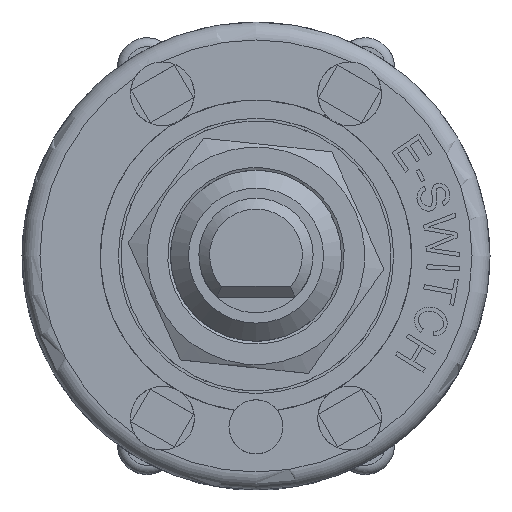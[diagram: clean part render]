
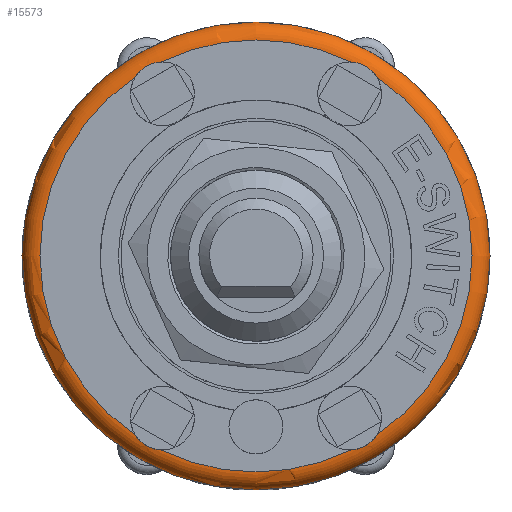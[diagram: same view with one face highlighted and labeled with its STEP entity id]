
A CAD part, top view. The second image highlights one B-rep face of the part: STEP entity #15573.
In plain terms, the highlighted toroidal (fillet/blend) face has major radius 12 mm and minor radius 1 mm.
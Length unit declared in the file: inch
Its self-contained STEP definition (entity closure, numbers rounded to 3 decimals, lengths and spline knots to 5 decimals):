
#26=TOROIDAL_SURFACE('',#16484,0.47244,0.03937);
#1209=B_SPLINE_CURVE_WITH_KNOTS('',3,(#26775,#26776,#26777,#26778,#26779,
#26780,#26781,#26782,#26783,#26784,#26785,#26786),.UNSPECIFIED.,.F.,.F.,
(4,2,2,2,2,4),(-0.26924,-0.24463,-0.21597,
-0.19207,-0.16451,-0.13568),.UNSPECIFIED.);
#1210=B_SPLINE_CURVE_WITH_KNOTS('',3,(#26798,#26799,#26800,#26801,#26802,
#26803,#26804,#26805,#26806,#26807,#26808,#26809),.UNSPECIFIED.,.F.,.F.,
(4,2,2,2,2,4),(-0.26924,-0.24463,-0.21597,
-0.19207,-0.16451,-0.13568),.UNSPECIFIED.);
#1211=B_SPLINE_CURVE_WITH_KNOTS('',3,(#26826,#26827,#26828,#26829,#26830,
#26831,#26832,#26833,#26834,#26835,#26836,#26837),.UNSPECIFIED.,.F.,.F.,
(4,2,2,2,2,4),(-0.26924,-0.24463,-0.21597,
-0.19207,-0.16451,-0.13568),.UNSPECIFIED.);
#1212=B_SPLINE_CURVE_WITH_KNOTS('',3,(#26859,#26860,#26861,#26862,#26863,
#26864,#26865,#26866,#26867,#26868,#26869,#26870),.UNSPECIFIED.,.F.,.F.,
(4,2,2,2,2,4),(-0.26924,-0.24463,-0.21597,
-0.19207,-0.16451,-0.13568),.UNSPECIFIED.);
#2001=FACE_OUTER_BOUND('',#2921,.T.);
#2921=EDGE_LOOP('',(#14400,#14401,#14402,#14403,#14404,#14405,#14406,#14407,
#14408,#14409,#14410,#14411));
#6434=CIRCLE('',#16437,0.51181);
#6461=CIRCLE('',#16485,0.03937);
#6462=CIRCLE('',#16486,0.47244);
#6463=CIRCLE('',#16487,0.47244);
#6464=CIRCLE('',#16488,0.47244);
#6465=CIRCLE('',#16489,0.47244);
#6466=CIRCLE('',#16490,0.47244);
#7896=VERTEX_POINT('',#26737);
#7904=VERTEX_POINT('',#26773);
#7905=VERTEX_POINT('',#26774);
#7908=VERTEX_POINT('',#26796);
#7909=VERTEX_POINT('',#26797);
#7914=VERTEX_POINT('',#26824);
#7915=VERTEX_POINT('',#26825);
#7922=VERTEX_POINT('',#26857);
#7923=VERTEX_POINT('',#26858);
#7926=VERTEX_POINT('',#26880);
#10090=EDGE_CURVE('',#7896,#7896,#6434,.T.);
#10108=EDGE_CURVE('',#7904,#7905,#1209,.T.);
#10114=EDGE_CURVE('',#7908,#7909,#1210,.T.);
#10122=EDGE_CURVE('',#7914,#7915,#1211,.T.);
#10132=EDGE_CURVE('',#7922,#7923,#1212,.T.);
#10138=EDGE_CURVE('',#7896,#7926,#6461,.T.);
#10139=EDGE_CURVE('',#7926,#7914,#6462,.T.);
#10140=EDGE_CURVE('',#7915,#7908,#6463,.T.);
#10141=EDGE_CURVE('',#7909,#7904,#6464,.T.);
#10142=EDGE_CURVE('',#7905,#7922,#6465,.T.);
#10143=EDGE_CURVE('',#7923,#7926,#6466,.T.);
#14400=ORIENTED_EDGE('',*,*,#10090,.T.);
#14401=ORIENTED_EDGE('',*,*,#10138,.T.);
#14402=ORIENTED_EDGE('',*,*,#10139,.T.);
#14403=ORIENTED_EDGE('',*,*,#10122,.T.);
#14404=ORIENTED_EDGE('',*,*,#10140,.T.);
#14405=ORIENTED_EDGE('',*,*,#10114,.T.);
#14406=ORIENTED_EDGE('',*,*,#10141,.T.);
#14407=ORIENTED_EDGE('',*,*,#10108,.T.);
#14408=ORIENTED_EDGE('',*,*,#10142,.T.);
#14409=ORIENTED_EDGE('',*,*,#10132,.T.);
#14410=ORIENTED_EDGE('',*,*,#10143,.T.);
#14411=ORIENTED_EDGE('',*,*,#10138,.F.);
#15573=ADVANCED_FACE('',(#2001),#26,.T.);
#16437=AXIS2_PLACEMENT_3D('',#26738,#19729,#19730);
#16484=AXIS2_PLACEMENT_3D('',#26879,#19840,#19841);
#16485=AXIS2_PLACEMENT_3D('',#26881,#19842,#19843);
#16486=AXIS2_PLACEMENT_3D('',#26882,#19844,#19845);
#16487=AXIS2_PLACEMENT_3D('',#26883,#19846,#19847);
#16488=AXIS2_PLACEMENT_3D('',#26884,#19848,#19849);
#16489=AXIS2_PLACEMENT_3D('',#26885,#19850,#19851);
#16490=AXIS2_PLACEMENT_3D('',#26886,#19852,#19853);
#19729=DIRECTION('center_axis',(0.,0.,1.));
#19730=DIRECTION('ref_axis',(-1.,0.,0.));
#19840=DIRECTION('center_axis',(0.,0.,-1.));
#19841=DIRECTION('ref_axis',(-1.,0.,0.));
#19842=DIRECTION('center_axis',(0.,-1.,0.));
#19843=DIRECTION('ref_axis',(1.,0.,0.));
#19844=DIRECTION('center_axis',(0.,0.,-1.));
#19845=DIRECTION('ref_axis',(-1.,0.,0.));
#19846=DIRECTION('center_axis',(0.,0.,-1.));
#19847=DIRECTION('ref_axis',(-1.,0.,0.));
#19848=DIRECTION('center_axis',(0.,0.,-1.));
#19849=DIRECTION('ref_axis',(-1.,0.,0.));
#19850=DIRECTION('center_axis',(0.,0.,-1.));
#19851=DIRECTION('ref_axis',(-1.,0.,0.));
#19852=DIRECTION('center_axis',(0.,0.,-1.));
#19853=DIRECTION('ref_axis',(-1.,0.,0.));
#26737=CARTESIAN_POINT('',(0.51181,0.,0.37402));
#26738=CARTESIAN_POINT('Origin',(0.,0.,0.37402));
#26773=CARTESIAN_POINT('',(-0.26379,0.39194,0.41339));
#26774=CARTESIAN_POINT('',(-0.20753,0.42442,0.41339));
#26775=CARTESIAN_POINT('Ctrl Pts',(-0.26379,0.39194,
0.41339));
#26776=CARTESIAN_POINT('Ctrl Pts',(-0.26165,0.39532,
0.41339));
#26777=CARTESIAN_POINT('Ctrl Pts',(-0.25918,0.39859,
0.41329));
#26778=CARTESIAN_POINT('Ctrl Pts',(-0.25306,0.40529,
0.41304));
#26779=CARTESIAN_POINT('Ctrl Pts',(-0.2494,0.40855,
0.4129));
#26780=CARTESIAN_POINT('Ctrl Pts',(-0.24211,0.41377,
0.41277));
#26781=CARTESIAN_POINT('Ctrl Pts',(-0.2386,0.41585,
0.41276));
#26782=CARTESIAN_POINT('Ctrl Pts',(-0.23069,0.41964,
0.41286));
#26783=CARTESIAN_POINT('Ctrl Pts',(-0.22626,0.42124,
0.41299));
#26784=CARTESIAN_POINT('Ctrl Pts',(-0.21694,0.42357,
0.41325));
#26785=CARTESIAN_POINT('Ctrl Pts',(-0.21219,0.42423,
0.41339));
#26786=CARTESIAN_POINT('Ctrl Pts',(-0.20753,0.42442,
0.41339));
#26796=CARTESIAN_POINT('',(-0.20753,-0.42442,0.41339));
#26797=CARTESIAN_POINT('',(-0.26379,-0.39194,0.41339));
#26798=CARTESIAN_POINT('Ctrl Pts',(-0.20753,-0.42442,
0.41339));
#26799=CARTESIAN_POINT('Ctrl Pts',(-0.21153,-0.42426,
0.41339));
#26800=CARTESIAN_POINT('Ctrl Pts',(-0.2156,-0.42375,
0.41329));
#26801=CARTESIAN_POINT('Ctrl Pts',(-0.22446,-0.42181,
0.41304));
#26802=CARTESIAN_POINT('Ctrl Pts',(-0.22911,-0.42026,
0.4129));
#26803=CARTESIAN_POINT('Ctrl Pts',(-0.23728,-0.41656,
0.41277));
#26804=CARTESIAN_POINT('Ctrl Pts',(-0.24084,-0.41456,
0.41276));
#26805=CARTESIAN_POINT('Ctrl Pts',(-0.24808,-0.4096,
0.41286));
#26806=CARTESIAN_POINT('Ctrl Pts',(-0.25168,-0.40656,
0.41299));
#26807=CARTESIAN_POINT('Ctrl Pts',(-0.25836,-0.39966,
0.41325));
#26808=CARTESIAN_POINT('Ctrl Pts',(-0.2613,-0.39588,
0.41339));
#26809=CARTESIAN_POINT('Ctrl Pts',(-0.26379,-0.39194,
0.41339));
#26824=CARTESIAN_POINT('',(0.26379,-0.39194,0.41339));
#26825=CARTESIAN_POINT('',(0.20753,-0.42442,0.41339));
#26826=CARTESIAN_POINT('Ctrl Pts',(0.26379,-0.39194,
0.41339));
#26827=CARTESIAN_POINT('Ctrl Pts',(0.26165,-0.39532,
0.41339));
#26828=CARTESIAN_POINT('Ctrl Pts',(0.25918,-0.39859,
0.41329));
#26829=CARTESIAN_POINT('Ctrl Pts',(0.25306,-0.40529,
0.41304));
#26830=CARTESIAN_POINT('Ctrl Pts',(0.2494,-0.40855,
0.4129));
#26831=CARTESIAN_POINT('Ctrl Pts',(0.24211,-0.41377,
0.41277));
#26832=CARTESIAN_POINT('Ctrl Pts',(0.2386,-0.41585,
0.41276));
#26833=CARTESIAN_POINT('Ctrl Pts',(0.23069,-0.41964,
0.41286));
#26834=CARTESIAN_POINT('Ctrl Pts',(0.22626,-0.42124,
0.41299));
#26835=CARTESIAN_POINT('Ctrl Pts',(0.21694,-0.42357,
0.41325));
#26836=CARTESIAN_POINT('Ctrl Pts',(0.21219,-0.42423,
0.41339));
#26837=CARTESIAN_POINT('Ctrl Pts',(0.20753,-0.42442,
0.41339));
#26857=CARTESIAN_POINT('',(0.20753,0.42442,0.41339));
#26858=CARTESIAN_POINT('',(0.26379,0.39194,0.41339));
#26859=CARTESIAN_POINT('Ctrl Pts',(0.20753,0.42442,0.41339));
#26860=CARTESIAN_POINT('Ctrl Pts',(0.21153,0.42426,
0.41339));
#26861=CARTESIAN_POINT('Ctrl Pts',(0.2156,0.42375,
0.41329));
#26862=CARTESIAN_POINT('Ctrl Pts',(0.22446,0.42181,0.41304));
#26863=CARTESIAN_POINT('Ctrl Pts',(0.22911,0.42026,
0.4129));
#26864=CARTESIAN_POINT('Ctrl Pts',(0.23728,0.41656,0.41277));
#26865=CARTESIAN_POINT('Ctrl Pts',(0.24084,0.41456,
0.41276));
#26866=CARTESIAN_POINT('Ctrl Pts',(0.24808,0.4096,
0.41286));
#26867=CARTESIAN_POINT('Ctrl Pts',(0.25168,0.40656,
0.41299));
#26868=CARTESIAN_POINT('Ctrl Pts',(0.25836,0.39966,
0.41325));
#26869=CARTESIAN_POINT('Ctrl Pts',(0.2613,0.39588,
0.41339));
#26870=CARTESIAN_POINT('Ctrl Pts',(0.26379,0.39194,
0.41339));
#26879=CARTESIAN_POINT('Origin',(0.,0.,0.37402));
#26880=CARTESIAN_POINT('',(0.47244,0.,0.41339));
#26881=CARTESIAN_POINT('Origin',(0.47244,0.,
0.37402));
#26882=CARTESIAN_POINT('Origin',(0.,0.,0.41339));
#26883=CARTESIAN_POINT('Origin',(0.,0.,0.41339));
#26884=CARTESIAN_POINT('Origin',(0.,0.,0.41339));
#26885=CARTESIAN_POINT('Origin',(0.,0.,0.41339));
#26886=CARTESIAN_POINT('Origin',(0.,0.,0.41339));
